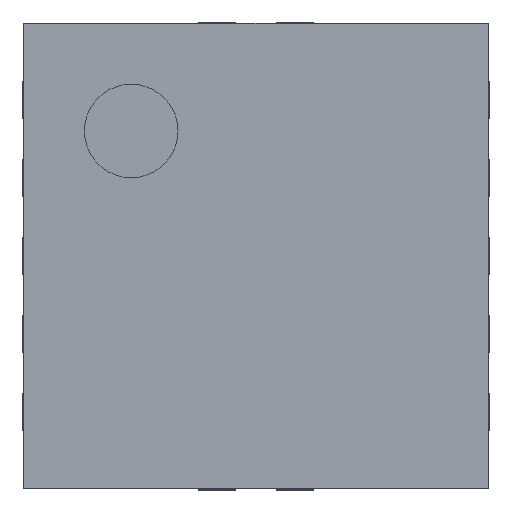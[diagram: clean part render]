
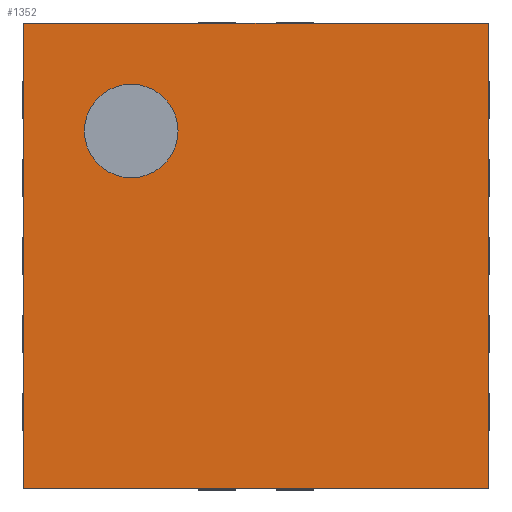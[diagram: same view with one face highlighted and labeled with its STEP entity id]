
A CAD part, top view. The second image highlights one B-rep face of the part: STEP entity #1352.
In plain terms, the highlighted planar face has unit normal (0, 0, 1).
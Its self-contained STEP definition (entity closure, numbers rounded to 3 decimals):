
#12=DIRECTION('',(0.,0.,1.));
#144=VECTOR('',#145,1.);
#145=DIRECTION('',(0.,-1.,0.));
#187=VECTOR('',#188,1.);
#188=DIRECTION('',(1.,0.,0.));
#254=DIRECTION('',(0.,-0.,-1.));
#699=ORIENTED_EDGE('',*,*,#700,.F.);
#700=EDGE_CURVE('',#701,#703,#705,.T.);
#701=VERTEX_POINT('',#702);
#702=CARTESIAN_POINT('',(-1.49,1.49,0.92));
#703=VERTEX_POINT('',#704);
#704=CARTESIAN_POINT('',(1.49,1.49,0.92));
#705=LINE('',#702,#187);
#892=EDGE_CURVE('',#893,#895,#897,.T.);
#893=VERTEX_POINT('',#894);
#894=CARTESIAN_POINT('',(-1.49,-1.49,0.92));
#895=VERTEX_POINT('',#896);
#896=CARTESIAN_POINT('',(1.49,-1.49,0.92));
#897=LINE('',#894,#187);
#941=ORIENTED_EDGE('',*,*,#942,.T.);
#942=EDGE_CURVE('',#701,#893,#943,.T.);
#943=LINE('',#702,#144);
#1352=ADVANCED_FACE('',(#1353,#1359),#1368,.T.);
#1353=FACE_BOUND('',#1354,.T.);
#1354=EDGE_LOOP('',(#699,#941,#1355,#1356));
#1355=ORIENTED_EDGE('',*,*,#892,.T.);
#1356=ORIENTED_EDGE('',*,*,#1357,.F.);
#1357=EDGE_CURVE('',#703,#895,#1358,.T.);
#1358=LINE('',#704,#144);
#1359=FACE_BOUND('',#1360,.T.);
#1360=EDGE_LOOP('',(#1361));
#1361=ORIENTED_EDGE('',*,*,#1362,.T.);
#1362=EDGE_CURVE('',#1363,#1363,#1365,.T.);
#1363=VERTEX_POINT('',#1364);
#1364=CARTESIAN_POINT('',(-0.8,0.5,0.92));
#1365=CIRCLE('',#1366,0.3);
#1366=AXIS2_PLACEMENT_3D('',#1367,#254,#145);
#1367=CARTESIAN_POINT('',(-0.8,0.8,0.92));
#1368=PLANE('',#1369);
#1369=AXIS2_PLACEMENT_3D('',#702,#12,#145);
